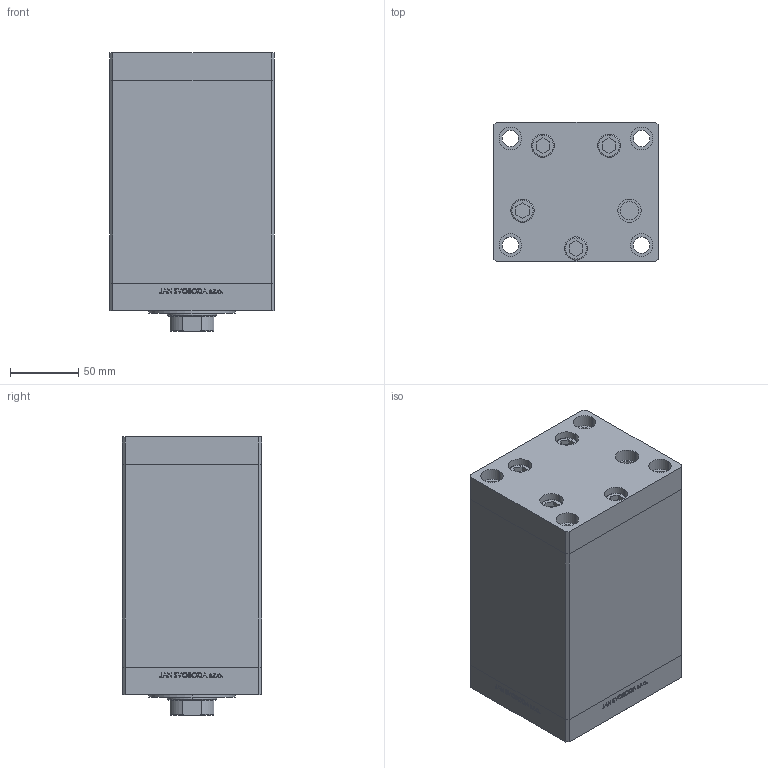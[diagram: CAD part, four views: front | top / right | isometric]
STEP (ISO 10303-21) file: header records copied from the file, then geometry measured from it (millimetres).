
FILE_DESCRIPTION (( 'STEP AP203' ), '1' );
FILE_NAME ('1fbb.STEP', '2024-01-09T02:42:09', ( '' ), ( '' ), 'SwSTEP 2.0', 'SolidWorks 2019', '' );
FILE_SCHEMA (( 'CONFIG_CONTROL_DESIGN' ));
Length unit declared in the file: millimetre
Products named in the file (6): V220C BACK_C 9a355edc41cba833449a9c84bbb8e0ad; V220C_VC_C 9a355edc41cba833449a9c84bbb8e0ad; V220C FRONT 9a355edc41cba833449a9c84bbb8e0ad; V220C_C MIDDLE 9a355edc41cba833449a9c84bbb8e0ad; 1fbb; ALLEN BOLT 9a355edc41cba833449a9c84bbb8e0ad
Assembly tree (13 placements, depth 2):
  1fbb
    ALLEN BOLT 9a355edc41cba833449a9c84bbb8e0ad  x9
    V220C_C MIDDLE 9a355edc41cba833449a9c84bbb8e0ad
    V220C FRONT 9a355edc41cba833449a9c84bbb8e0ad
    V220C_VC_C 9a355edc41cba833449a9c84bbb8e0ad
    V220C BACK_C 9a355edc41cba833449a9c84bbb8e0ad
Bounding box: 120 x 102 x 203.5 mm (x, y, z)
Volume: 1951376.4 mm3; surface area: 279177.6 mm2
Topology: 13 solids, 13 shells, 1161 faces, 2899 edges, 1903 vertices
Faces by surface type: plane 538, bspline 380, cylinder 161, cone 42, torus 40
Entity records: 49155 total; most frequent: CARTESIAN_POINT 26561, ORIENTED_EDGE 5058, DIRECTION 3281, EDGE_CURVE 2529, VERTEX_POINT 1679, LINE 1471, VECTOR 1471, EDGE_LOOP 1162
